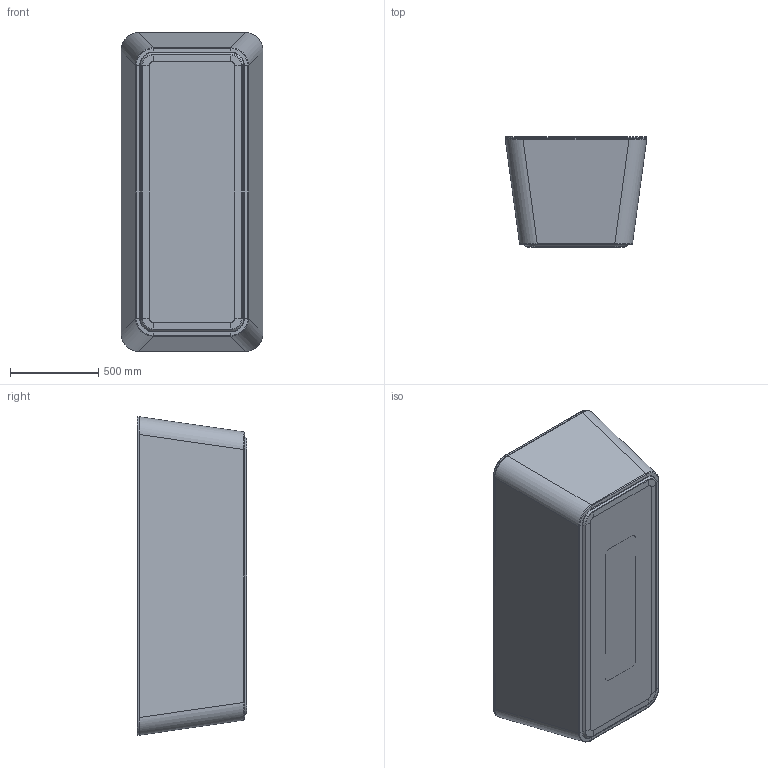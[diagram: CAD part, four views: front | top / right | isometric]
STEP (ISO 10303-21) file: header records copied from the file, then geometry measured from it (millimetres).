
FILE_DESCRIPTION((''),'2;1');
FILE_NAME('EDGE12_FREEST_ASSEMBLY_ASM','2015-02-20T',('grootj'),('Villeroy & Boch Wellness bv'),'CREO PARAMETRIC BY PTC INC, 2014440','CREO PARAMETRIC BY PTC INC, 2014440','');
FILE_SCHEMA(('CONFIG_CONTROL_DESIGN'));
Products named in the file (5): EDGE12_FREEST_BATH; 3816_DP03_DRUKKNOP_SHOWFACE; EDGE12_608; EDGE_WASTE_COVER; EDGE12_FREEST_ASSEMBLY_ASM
Assembly tree (4 placements, depth 2):
  EDGE12_FREEST_ASSEMBLY_ASM
    EDGE12_FREEST_BATH
    3816_DP03_DRUKKNOP_SHOWFACE
    EDGE12_608
    EDGE_WASTE_COVER
Bounding box: 800 x 620.46 x 1800 mm (x, y, z)
Volume: 56970107.3 mm3; surface area: 13396807.8 mm2
Topology: 4 solids, 5 shells, 1480 faces, 3474 edges, 2010 vertices
Faces by surface type: bspline 706, cylinder 328, plane 227, sphere 102, torus 56, cone 55, extrusion 6
Entity records: 90437 total; most frequent: CARTESIAN_POINT 62225, ORIENTED_EDGE 6854, DIRECTION 4199, EDGE_CURVE 3434, VERTEX_POINT 1971, B_SPLINE_CURVE_WITH_KNOTS 1668, AXIS2_PLACEMENT_3D 1618, EDGE_LOOP 1488
